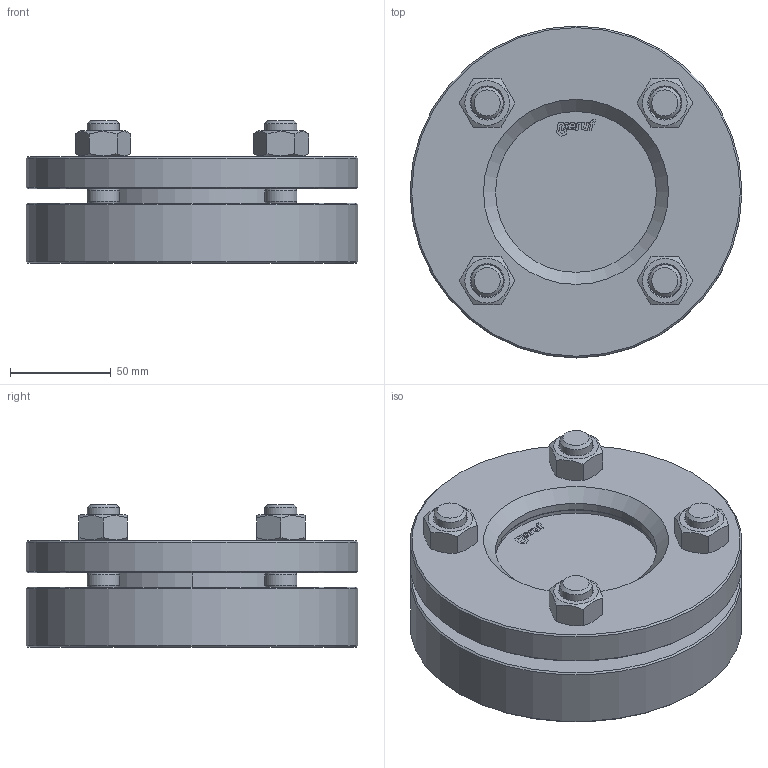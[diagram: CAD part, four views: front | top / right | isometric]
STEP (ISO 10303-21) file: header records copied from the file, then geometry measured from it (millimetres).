
FILE_DESCRIPTION(('HOOPS Exchange Step'),'2;1');
FILE_NAME('BS02_DN50.stp','2025-11-25T17:01:49+01:00',('nieru'),('Unknown organisation'),'HOOPS Exchange 2024.2','HOOPS Exchange','Unknown authorisation');
FILE_SCHEMA( ('AP203_CONFIGURATION_CONTROLLED_3D_DESIGN_OF_MECHANICAL_PARTS_AND_ASSEMBLIES_MIM_LF') );
Length unit declared in the file: millimetre
Products named in the file (4): 0; root
Assembly tree (3 placements, depth 3):
  root
    0
      0
      0
Bounding box: 165 x 165 x 71 mm (x, y, z)
Volume: 842490.7 mm3; surface area: 160318.7 mm2
Topology: 13 solids, 15 shells, 149 faces, 465 edges, 359 vertices
Faces by surface type: plane 65, cone 48, cylinder 36
Full cylindrical faces by diameter (mm): 13.8 x4, 14.999 x4, 16 x12, 17 x4, 80 x2, 80.5 x2, 102 x2, 103 x2, 165 x2
Entity records: 6220 total; most frequent: CARTESIAN_POINT 1962, ORIENTED_EDGE 854, DIRECTION 825, EDGE_CURVE 427, AXIS2_PLACEMENT_3D 366, VERTEX_POINT 361, EDGE_LOOP 226, FACE_BOUND 226
